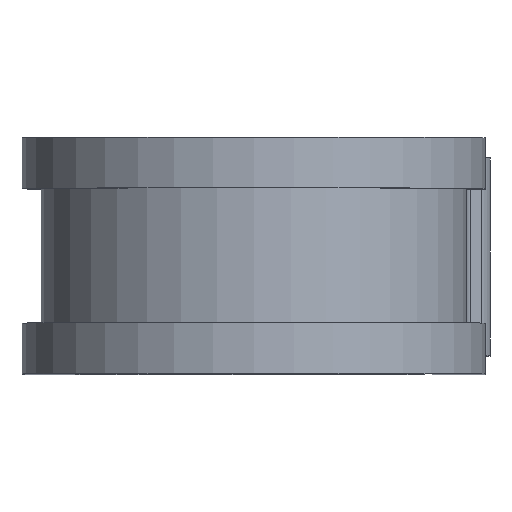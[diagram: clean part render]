
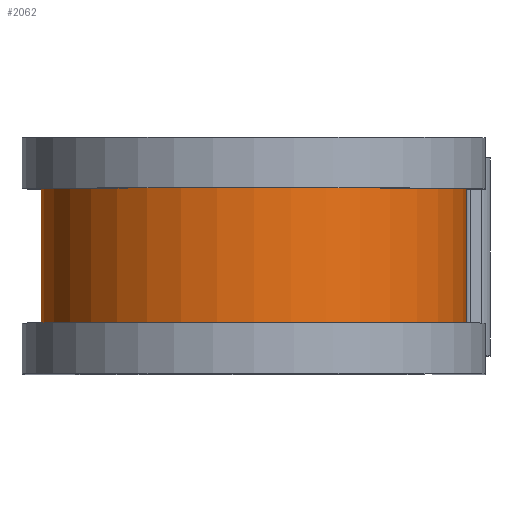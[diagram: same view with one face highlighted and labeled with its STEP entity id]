
A CAD part, top view. The second image highlights one B-rep face of the part: STEP entity #2062.
In plain terms, the highlighted cylindrical face has radius 17.031 mm (diameter 34.061 mm), a partial arc.
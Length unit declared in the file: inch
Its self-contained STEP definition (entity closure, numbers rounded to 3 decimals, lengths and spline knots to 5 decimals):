
#8 = VERTEX_POINT ( 'NONE', #1495 ) ;
#45 = DIRECTION ( 'NONE',  ( 0., -1., 0. ) ) ;
#87 = EDGE_LOOP ( 'NONE', ( #1853, #1726, #744, #695 ) ) ;
#150 = DIRECTION ( 'NONE',  ( 0., -1., 0. ) ) ;
#302 = DIRECTION ( 'NONE',  ( 0., -1., 0. ) ) ;
#334 = LINE ( 'NONE', #1167, #1127 ) ;
#380 = EDGE_CURVE ( 'NONE', #1799, #2005, #1106, .T. ) ;
#527 = DIRECTION ( 'NONE',  ( 0., 0., -1. ) ) ;
#695 = ORIENTED_EDGE ( 'NONE', *, *, #1496, .F. ) ;
#744 = ORIENTED_EDGE ( 'NONE', *, *, #1916, .T. ) ;
#809 = AXIS2_PLACEMENT_3D ( 'NONE', #864, #1851, #527 ) ;
#854 = CARTESIAN_POINT ( 'NONE',  ( 0., -0.2125, 1.125 ) ) ;
#864 = CARTESIAN_POINT ( 'NONE',  ( 0., 0.3125, 1.125 ) ) ;
#1000 = AXIS2_PLACEMENT_3D ( 'NONE', #854, #1996, #1007 ) ;
#1007 = DIRECTION ( 'NONE',  ( 0., 0., -1. ) ) ;
#1039 = CARTESIAN_POINT ( 'NONE',  ( 0.6705, 0.3125, 1.125 ) ) ;
#1084 = VECTOR ( 'NONE', #45, 39.37008 ) ;
#1106 = LINE ( 'NONE', #1039, #1084 ) ;
#1125 = CARTESIAN_POINT ( 'NONE',  ( 0.6705, 0.2125, 1.125 ) ) ;
#1127 = VECTOR ( 'NONE', #150, 39.37008 ) ;
#1142 = CIRCLE ( 'NONE', #1865, 0.6705 ) ;
#1152 = EDGE_CURVE ( 'NONE', #1799, #8, #1142, .T. ) ;
#1167 = CARTESIAN_POINT ( 'NONE',  ( -0.6705, 0.3125, 1.125 ) ) ;
#1300 = CARTESIAN_POINT ( 'NONE',  ( 0., 0.2125, 1.125 ) ) ;
#1463 = DIRECTION ( 'NONE',  ( 0., 0., -1. ) ) ;
#1495 = CARTESIAN_POINT ( 'NONE',  ( -0.6705, 0.2125, 1.125 ) ) ;
#1496 = EDGE_CURVE ( 'NONE', #2005, #1633, #2006, .T. ) ;
#1627 = FACE_OUTER_BOUND ( 'NONE', #87, .T. ) ;
#1633 = VERTEX_POINT ( 'NONE', #2019 ) ;
#1726 = ORIENTED_EDGE ( 'NONE', *, *, #1152, .T. ) ;
#1799 = VERTEX_POINT ( 'NONE', #1125 ) ;
#1826 = CARTESIAN_POINT ( 'NONE',  ( 0.6705, -0.2125, 1.125 ) ) ;
#1851 = DIRECTION ( 'NONE',  ( 0., -1., 0. ) ) ;
#1853 = ORIENTED_EDGE ( 'NONE', *, *, #380, .F. ) ;
#1865 = AXIS2_PLACEMENT_3D ( 'NONE', #1300, #302, #1463 ) ;
#1916 = EDGE_CURVE ( 'NONE', #8, #1633, #334, .T. ) ;
#1996 = DIRECTION ( 'NONE',  ( 0., -1., 0. ) ) ;
#1998 = CYLINDRICAL_SURFACE ( 'NONE', #809, 0.6705 ) ;
#2005 = VERTEX_POINT ( 'NONE', #1826 ) ;
#2006 = CIRCLE ( 'NONE', #1000, 0.6705 ) ;
#2019 = CARTESIAN_POINT ( 'NONE',  ( -0.6705, -0.2125, 1.125 ) ) ;
#2062 = ADVANCED_FACE ( 'NONE', ( #1627 ), #1998, .T. ) ;
